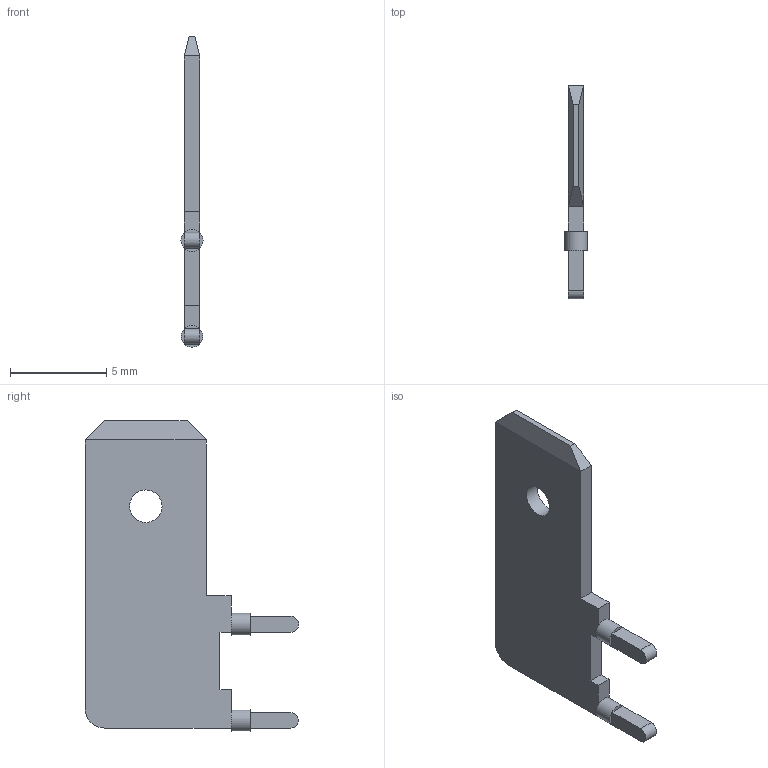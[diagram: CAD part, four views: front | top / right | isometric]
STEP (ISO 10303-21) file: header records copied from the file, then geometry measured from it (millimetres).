
FILE_DESCRIPTION( ( '' ), ' ' );
FILE_NAME( '598db759aa93b10fac012412.step', '2017-08-11T13:56:24', ( '' ), ( '' ), ' ', ' ', ' ' );
FILE_SCHEMA( ( 'AUTOMOTIVE_DESIGN { 1 0 10303 214 1 1 1 1 }' ) );
Length unit declared in the file: metre
Products named in the file (1): 1
Bounding box: 1.15 x 11.12 x 16.16 mm (x, y, z)
Volume: 87.6 mm3; surface area: 271.9 mm2
Topology: 1 solids, 1 shells, 44 faces, 90 edges, 48 vertices
Faces by surface type: plane 38, cylinder 6
Full cylindrical faces by diameter (mm): 1.131 x1, 1.153 x1, 1.7 x1
Entity records: 1467 total; most frequent: DIRECTION 201, CARTESIAN_POINT 180, ORIENTED_EDGE 174, EDGE_CURVE 87, AXIS2_PLACEMENT_3D 69, LINE 63, VECTOR 63, EDGE_LOOP 49
